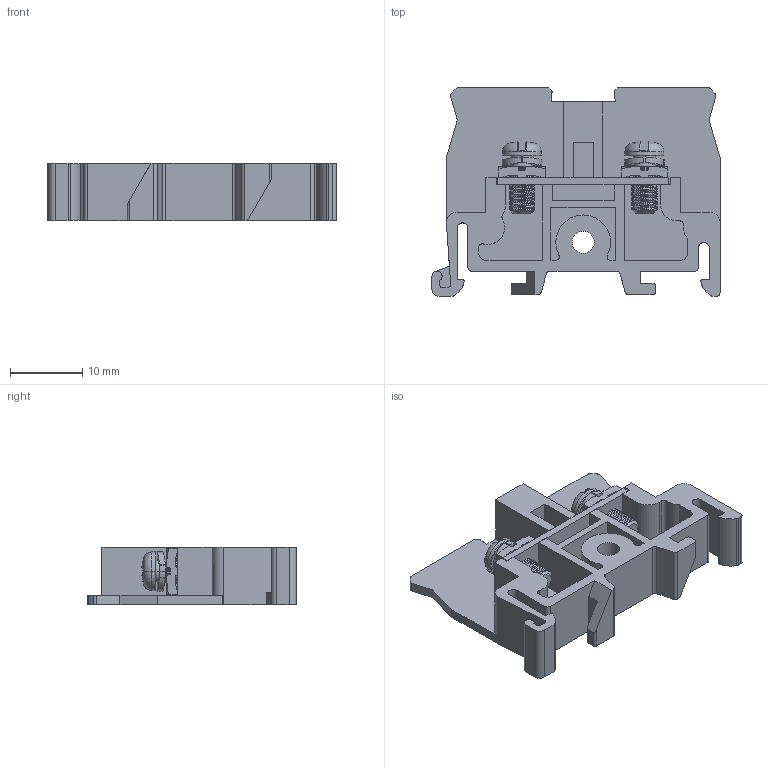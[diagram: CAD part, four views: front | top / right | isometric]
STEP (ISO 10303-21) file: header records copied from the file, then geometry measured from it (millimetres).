
FILE_DESCRIPTION((''),'2;1');
FILE_NAME('PRT0003','2019-03-15T',('Administrator'),(''),'PRO/ENGINEER BY PARAMETRIC TECHNOLOGY CORPORATION, 2008380','PRO/ENGINEER BY PARAMETRIC TECHNOLOGY CORPORATION, 2008380','');
FILE_SCHEMA(('CONFIG_CONTROL_DESIGN'));
Length unit declared in the file: millimetre
Products named in the file (1): PRT0003
Bounding box: 40 x 29 x 8 mm (x, y, z)
Volume: 3564.9 mm3; surface area: 5164.2 mm2
Topology: 3 solids, 3 shells, 691 faces, 1810 edges, 1101 vertices
Faces by surface type: cylinder 234, plane 177, bspline 152, torus 72, cone 28, sphere 28
Entity records: 33782 total; most frequent: CARTESIAN_POINT 17807, ORIENTED_EDGE 3604, DIRECTION 2943, EDGE_CURVE 1802, VERTEX_POINT 1101, AXIS2_PLACEMENT_3D 1058, VECTOR 827, LINE 827
